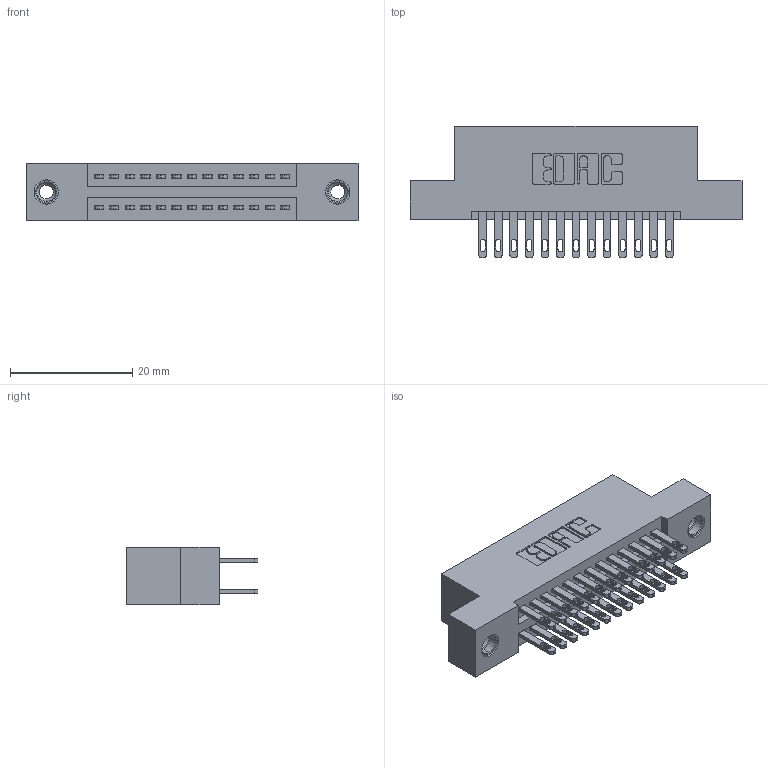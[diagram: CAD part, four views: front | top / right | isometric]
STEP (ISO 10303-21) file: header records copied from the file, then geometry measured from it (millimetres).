
FILE_DESCRIPTION (( 'STEP AP203' ), '1' );
FILE_NAME ('895-026-500-208.STEP', '2020-09-25T14:25:08', ( '' ), ( '' ), 'SwSTEP 2.0', 'SolidWorks 2020', '' );
FILE_SCHEMA (( 'CONFIG_CONTROL_DESIGN' ));
Length unit declared in the file: inch
Products named in the file (4): 345-292-001_345-293-100; 845 Part_Flush Mounting Lugs - 0.156 Dia-TI; 345-250-001_345-250-003-102; 895-026-500-208
Assembly tree (29 placements, depth 2):
  895-026-500-208
    845 Part_Flush Mounting Lugs - 0.156 Dia-TI
    345-292-001_345-293-100  x26
    345-250-001_345-250-003-102  x2
Bounding box: 54.23 x 21.51 x 9.4 mm (x, y, z)
Volume: 5071.6 mm3; surface area: 7213.6 mm2
Topology: 29 solids, 29 shells, 1382 faces, 4143 edges, 2754 vertices
Faces by surface type: plane 814, cylinder 552, cone 12, torus 4
Entity records: 15220 total; most frequent: CARTESIAN_POINT 2559, ORIENTED_EDGE 2486, DIRECTION 2321, EDGE_CURVE 1243, VECTOR 1035, LINE 1035, VERTEX_POINT 824, AXIS2_PLACEMENT_3D 643
